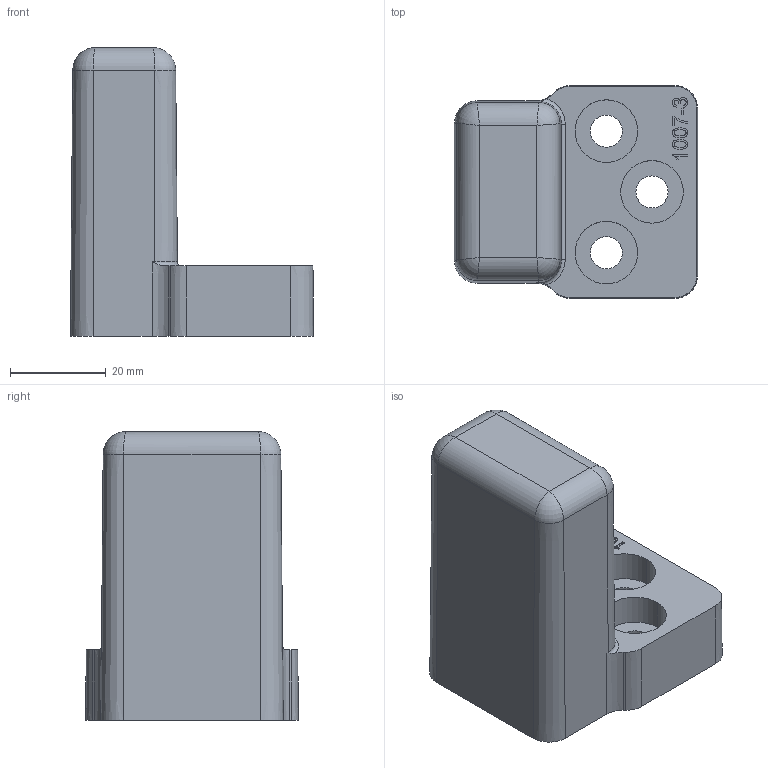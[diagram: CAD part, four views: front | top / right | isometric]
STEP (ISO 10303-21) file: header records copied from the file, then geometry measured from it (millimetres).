
FILE_DESCRIPTION (( 'STEP AP203' ), '1' );
FILE_NAME ('1007P-3.STEP', '2021-02-08T16:25:39', ( '' ), ( '' ), 'SwSTEP 2.0', 'SolidWorks 2019', '' );
FILE_SCHEMA (( 'CONFIG_CONTROL_DESIGN' ));
Length unit declared in the file: inch
Products named in the file (1): 1007P-3
Bounding box: 50.8 x 44.45 x 60.32 mm (x, y, z)
Volume: 63447.1 mm3; surface area: 12681 mm2
Topology: 1 solids, 1 shells, 114 faces, 291 edges, 186 vertices
Faces by surface type: bspline 43, plane 40, cylinder 19, cone 10, torus 2
Entity records: 7350 total; most frequent: CARTESIAN_POINT 4795, ORIENTED_EDGE 574, DIRECTION 383, EDGE_CURVE 287, VERTEX_POINT 186, VECTOR 147, LINE 147, EDGE_LOOP 131
